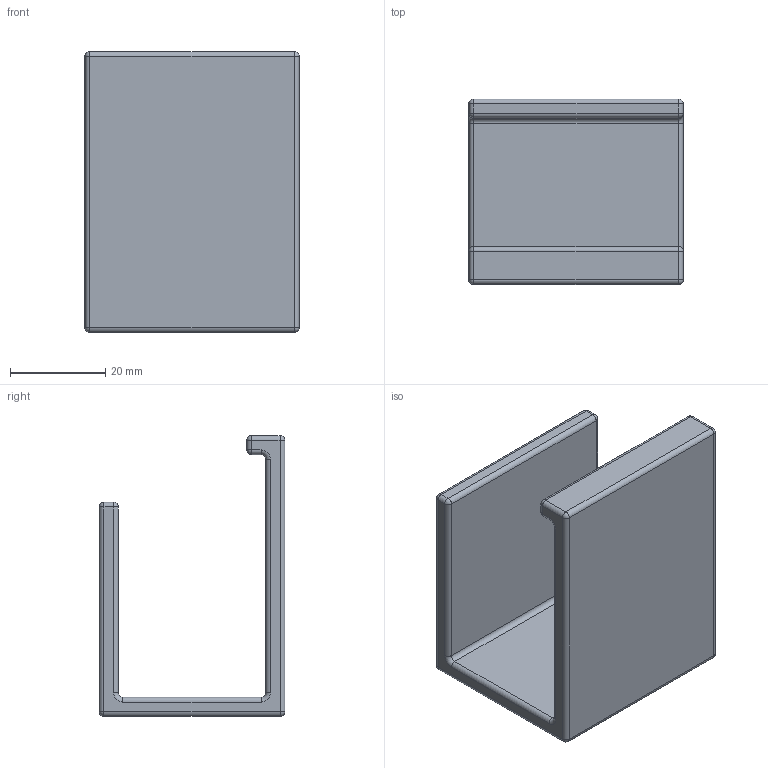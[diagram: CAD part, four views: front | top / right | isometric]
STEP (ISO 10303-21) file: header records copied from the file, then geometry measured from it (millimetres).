
FILE_DESCRIPTION (( 'STEP AP203' ), '1' );
FILE_NAME ('Suporte Headset (2).STEP', '2025-02-23T16:34:23', ( '' ), ( '' ), 'SwSTEP 2.0', 'SolidWorks 2025', '' );
FILE_SCHEMA (( 'CONFIG_CONTROL_DESIGN' ));
Length unit declared in the file: millimetre
Products named in the file (1): Suporte Headset (2)
Bounding box: 45 x 39 x 59 mm (x, y, z)
Volume: 24861.1 mm3; surface area: 13544.4 mm2
Topology: 1 solids, 1 shells, 62 faces, 140 edges, 66 vertices
Faces by surface type: cylinder 30, sphere 14, plane 12, torus 6
Entity records: 1661 total; most frequent: DIRECTION 318, CARTESIAN_POINT 255, ORIENTED_EDGE 252, AXIS2_PLACEMENT_3D 129, EDGE_CURVE 126, VERTEX_POINT 66, CIRCLE 66, ADVANCED_FACE 62
